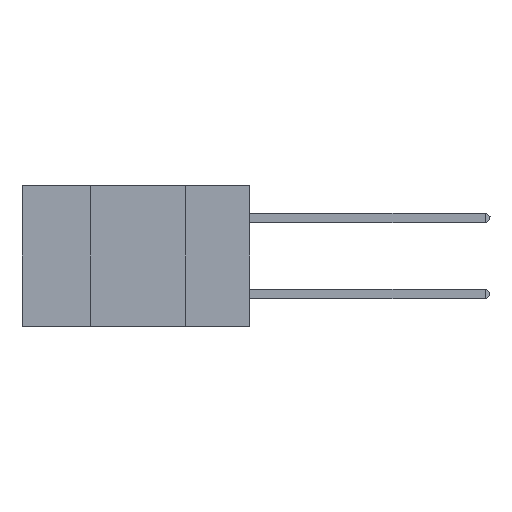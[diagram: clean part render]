
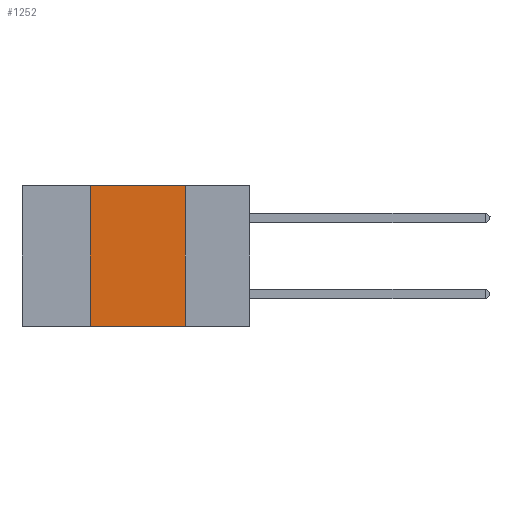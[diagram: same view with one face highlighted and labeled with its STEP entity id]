
A CAD part, left-side view. The second image highlights one B-rep face of the part: STEP entity #1252.
In plain terms, the highlighted planar face has unit normal (-1, 0, 0).
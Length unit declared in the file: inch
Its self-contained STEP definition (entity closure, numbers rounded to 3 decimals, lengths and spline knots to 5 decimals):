
#255 = EDGE_CURVE ( 'NONE', #20314, #4380, #5613, .T. ) ;
#614 = ORIENTED_EDGE ( 'NONE', *, *, #255, .T. ) ;
#1252 = ADVANCED_FACE ( 'NONE', ( #13691 ), #2047, .F. ) ;
#2047 = PLANE ( 'NONE',  #15139 ) ;
#3870 = CARTESIAN_POINT ( 'NONE',  ( 0., 0.6, 0. ) ) ;
#4380 = VERTEX_POINT ( 'NONE', #5964 ) ;
#5295 = VECTOR ( 'NONE', #10022, 39.37008 ) ;
#5613 = LINE ( 'NONE', #13516, #9279 ) ;
#5701 = DIRECTION ( 'NONE',  ( 1., 0., 0. ) ) ;
#5964 = CARTESIAN_POINT ( 'NONE',  ( 0., 0.17, -0.37 ) ) ;
#6303 = DIRECTION ( 'NONE',  ( 0., -1., 0. ) ) ;
#6978 = EDGE_CURVE ( 'NONE', #20314, #10516, #13498, .T. ) ;
#7308 = DIRECTION ( 'NONE',  ( 0., 0., 1. ) ) ;
#7813 = CARTESIAN_POINT ( 'NONE',  ( 0., 0.42, 0. ) ) ;
#8005 = EDGE_CURVE ( 'NONE', #14464, #4380, #19574, .T. ) ;
#8523 = EDGE_CURVE ( 'NONE', #10516, #14464, #19002, .T. ) ;
#9279 = VECTOR ( 'NONE', #19090, 39.37008 ) ;
#10022 = DIRECTION ( 'NONE',  ( 0., 0., -1. ) ) ;
#10175 = CARTESIAN_POINT ( 'NONE',  ( 0., 0.17, 0. ) ) ;
#10516 = VERTEX_POINT ( 'NONE', #7813 ) ;
#10676 = EDGE_LOOP ( 'NONE', ( #15832, #12776, #13880, #614 ) ) ;
#11653 = CARTESIAN_POINT ( 'NONE',  ( 0., 0.6, 0. ) ) ;
#12776 = ORIENTED_EDGE ( 'NONE', *, *, #8523, .F. ) ;
#13498 = LINE ( 'NONE', #16243, #17140 ) ;
#13516 = CARTESIAN_POINT ( 'NONE',  ( 0., 0.6, -0.37 ) ) ;
#13691 = FACE_OUTER_BOUND ( 'NONE', #10676, .T. ) ;
#13880 = ORIENTED_EDGE ( 'NONE', *, *, #6978, .F. ) ;
#14464 = VERTEX_POINT ( 'NONE', #10175 ) ;
#15139 = AXIS2_PLACEMENT_3D ( 'NONE', #3870, #5701, #18224 ) ;
#15832 = ORIENTED_EDGE ( 'NONE', *, *, #8005, .F. ) ;
#16243 = CARTESIAN_POINT ( 'NONE',  ( 0., 0.42, 0. ) ) ;
#17140 = VECTOR ( 'NONE', #7308, 39.37008 ) ;
#18224 = DIRECTION ( 'NONE',  ( 0., 0., -1. ) ) ;
#18447 = VECTOR ( 'NONE', #6303, 39.37008 ) ;
#18991 = CARTESIAN_POINT ( 'NONE',  ( 0., 0.42, -0.37 ) ) ;
#19002 = LINE ( 'NONE', #11653, #18447 ) ;
#19090 = DIRECTION ( 'NONE',  ( 0., -1., 0. ) ) ;
#19574 = LINE ( 'NONE', #20680, #5295 ) ;
#20314 = VERTEX_POINT ( 'NONE', #18991 ) ;
#20680 = CARTESIAN_POINT ( 'NONE',  ( 0., 0.17, 0. ) ) ;
